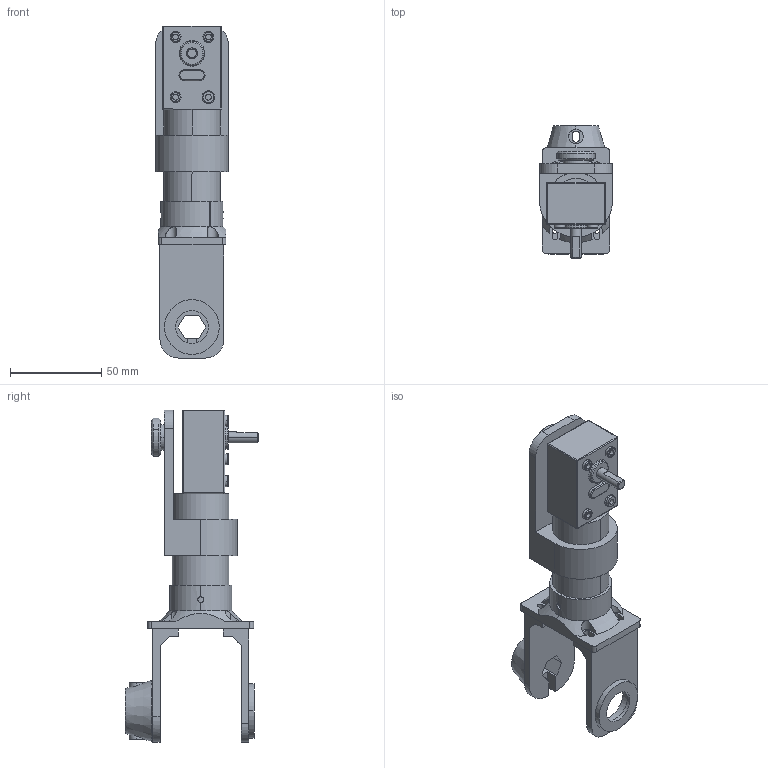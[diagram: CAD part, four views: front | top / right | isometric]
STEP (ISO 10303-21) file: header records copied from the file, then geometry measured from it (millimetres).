
FILE_DESCRIPTION (( 'STEP AP203' ), '1' );
FILE_NAME ('extraLink.STEP', '2019-05-13T14:37:08', ( '' ), ( '' ), 'SwSTEP 2.0', 'SolidWorks 2017', '' );
FILE_SCHEMA (( 'CONFIG_CONTROL_DESIGN' ));
Length unit declared in the file: millimetre
Products named in the file (8): upperBearingClamp; extraLink; newTubeHolder; tube2; shaftClamp; ïîäøèïíèê; bearingHolder; äâèãàòåëü4
Assembly tree (7 placements, depth 2):
  extraLink
    tube2
    shaftClamp
    upperBearingClamp
    newTubeHolder
    bearingHolder
    ïîäøèïíèê
    äâèãàòåëü4
Bounding box: 40 x 72.95 x 182 mm (x, y, z)
Volume: 136496.6 mm3; surface area: 57663.6 mm2
Topology: 7 solids, 7 shells, 265 faces, 668 edges, 421 vertices
Faces by surface type: cylinder 116, plane 103, torus 26, cone 12, sphere 6, bspline 2
Entity records: 9418 total; most frequent: CARTESIAN_POINT 2053, DIRECTION 1436, ORIENTED_EDGE 1324, EDGE_CURVE 662, AXIS2_PLACEMENT_3D 562, VERTEX_POINT 421, VECTOR 312, LINE 312
